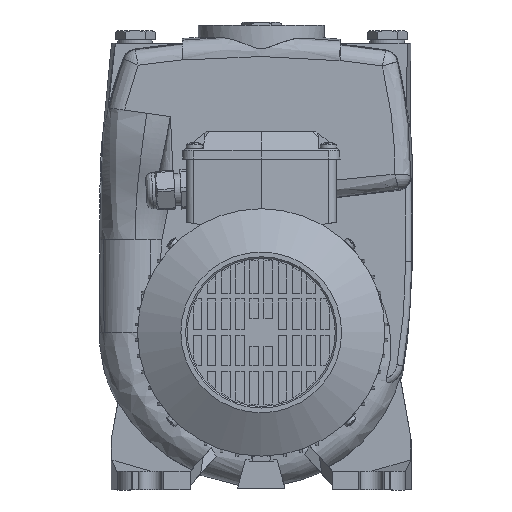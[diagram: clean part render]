
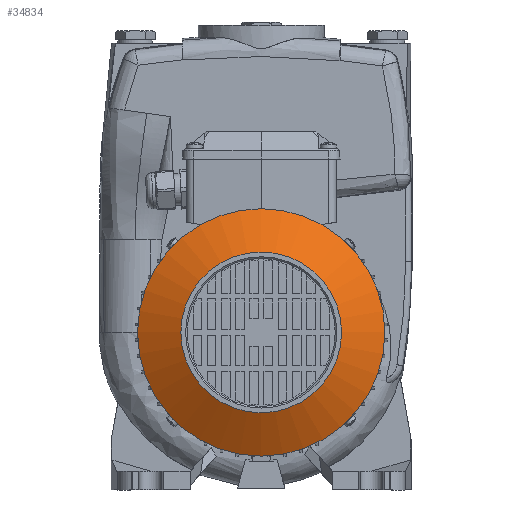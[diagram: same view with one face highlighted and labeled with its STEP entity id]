
A CAD part, left-side view. The second image highlights one B-rep face of the part: STEP entity #34834.
In plain terms, the highlighted free-form (B-spline) face has degree [2, 1] with [9, 2] control points.
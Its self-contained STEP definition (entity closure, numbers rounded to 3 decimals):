
#34754=CARTESIAN_POINT('',(-342.15,0.,51.));
#34755=VERTEX_POINT('',#34754);
#34756=CARTESIAN_POINT('',(-342.15,0.,-51.));
#34757=VERTEX_POINT('',#34756);
#34758=CARTESIAN_POINT('',(-342.15,0.,0.));
#34759=DIRECTION('',(1.0,0.,0.));
#34760=DIRECTION('',(0.,0.,-1.));
#34761=AXIS2_PLACEMENT_3D('',#34758,#34759,#34760);
#34762=CIRCLE('',#34761,51.);
#34763=EDGE_CURVE('',#34755,#34757,#34762,.T.);
#34765=CARTESIAN_POINT('',(-342.15,0.,0.));
#34766=DIRECTION('',(1.0,0.,0.));
#34767=DIRECTION('',(0.,0.,-1.));
#34768=AXIS2_PLACEMENT_3D('',#34765,#34766,#34767);
#34769=CIRCLE('',#34768,51.);
#34770=EDGE_CURVE('',#34757,#34755,#34769,.T.);
#34779=CARTESIAN_POINT('',(-342.15,0.,-51.));
#34780=CARTESIAN_POINT('',(-342.15,51.,-51.));
#34781=CARTESIAN_POINT('',(-342.15,51.,0.));
#34782=CARTESIAN_POINT('',(-342.15,51.,51.));
#34783=CARTESIAN_POINT('',(-342.15,0.,51.));
#34784=CARTESIAN_POINT('',(-342.15,-51.,51.));
#34785=CARTESIAN_POINT('',(-342.15,-51.,0.));
#34786=CARTESIAN_POINT('',(-342.15,-51.,-51.));
#34787=CARTESIAN_POINT('',(-342.15,0.,-51.));
#34788=CARTESIAN_POINT('',(-326.273,0.,-78.5));
#34789=CARTESIAN_POINT('',(-326.273,78.5,-78.5));
#34790=CARTESIAN_POINT('',(-326.273,78.5,0.));
#34791=CARTESIAN_POINT('',(-326.273,78.5,78.5));
#34792=CARTESIAN_POINT('',(-326.273,0.,78.5));
#34793=CARTESIAN_POINT('',(-326.273,-78.5,78.5));
#34794=CARTESIAN_POINT('',(-326.273,-78.5,0.));
#34795=CARTESIAN_POINT('',(-326.273,-78.5,-78.5));
#34796=CARTESIAN_POINT('',(-326.273,0.,-78.5));
#34804=(BOUNDED_SURFACE()B_SPLINE_SURFACE(2,1,((#34779,#34788),(#34780,#34789),(#34781,#34790),(#34782,#34791),(#34783,#34792),(#34784,#34793),(#34785,#34794),(#34786,#34795),(#34787,#34796)),.UNSPECIFIED.,.T.,.F.,.U.)B_SPLINE_SURFACE_WITH_KNOTS((3,2,2,2,3),(2,2),(0.0,0.25,0.5,0.75,1.0),(0.0,31.754),.UNSPECIFIED.)GEOMETRIC_REPRESENTATION_ITEM()RATIONAL_B_SPLINE_SURFACE(((1.0,1.0),(0.707,0.707),(1.0,1.0),(0.707,0.707),(1.0,1.0),(0.707,0.707),(1.0,1.0),(0.707,0.707),(1.0,1.0)))REPRESENTATION_ITEM('')SURFACE());
#34805=ORIENTED_EDGE('',*,*,#34770,.T.);
#34806=ORIENTED_EDGE('',*,*,#34763,.T.);
#34807=CARTESIAN_POINT('',(-326.273,0.,-78.5));
#34808=VERTEX_POINT('',#34807);
#34809=CARTESIAN_POINT('',(-342.15,0.,-51.));
#34810=DIRECTION('',(0.5,0.,-0.866));
#34811=VECTOR('',#34810,31.754);
#34812=LINE('',#34809,#34811);
#34813=EDGE_CURVE('',#34757,#34808,#34812,.T.);
#34814=ORIENTED_EDGE('',*,*,#34813,.T.);
#34815=CARTESIAN_POINT('',(-326.273,0.,78.5));
#34816=VERTEX_POINT('',#34815);
#34817=CARTESIAN_POINT('',(-326.273,0.,0.));
#34818=DIRECTION('',(1.0,0.,0.));
#34819=DIRECTION('',(0.,0.,-1.));
#34820=AXIS2_PLACEMENT_3D('',#34817,#34818,#34819);
#34821=CIRCLE('',#34820,78.5);
#34822=EDGE_CURVE('',#34816,#34808,#34821,.T.);
#34823=ORIENTED_EDGE('',*,*,#34822,.F.);
#34824=CARTESIAN_POINT('',(-326.273,0.,0.));
#34825=DIRECTION('',(1.0,0.,0.));
#34826=DIRECTION('',(0.,0.,-1.));
#34827=AXIS2_PLACEMENT_3D('',#34824,#34825,#34826);
#34828=CIRCLE('',#34827,78.5);
#34829=EDGE_CURVE('',#34808,#34816,#34828,.T.);
#34830=ORIENTED_EDGE('',*,*,#34829,.F.);
#34831=ORIENTED_EDGE('',*,*,#34813,.F.);
#34832=EDGE_LOOP('',(#34805,#34806,#34814,#34823,#34830,#34831));
#34833=FACE_OUTER_BOUND('',#34832,.T.);
#34834=ADVANCED_FACE('',(#34833),#34804,.T.);
